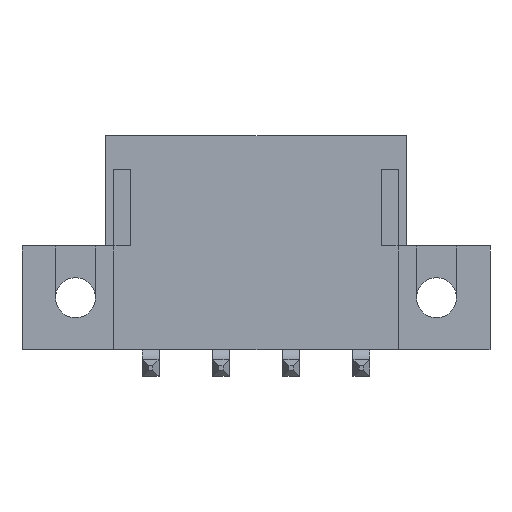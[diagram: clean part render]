
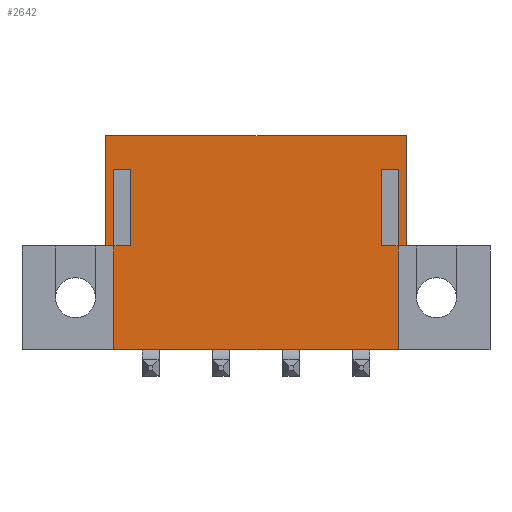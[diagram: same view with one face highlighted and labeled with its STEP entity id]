
A CAD part, front view. The second image highlights one B-rep face of the part: STEP entity #2642.
In plain terms, the highlighted planar face has unit normal (0, -1, 0).
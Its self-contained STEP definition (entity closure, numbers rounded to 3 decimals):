
#651=ORIENTED_EDGE('',*,*,#916,.F.);
#652=ORIENTED_EDGE('',*,*,#1140,.T.);
#653=ORIENTED_EDGE('',*,*,#978,.T.);
#654=ORIENTED_EDGE('',*,*,#1127,.F.);
#655=ORIENTED_EDGE('',*,*,#1138,.F.);
#656=ORIENTED_EDGE('',*,*,#1141,.F.);
#657=ORIENTED_EDGE('',*,*,#1104,.T.);
#658=ORIENTED_EDGE('',*,*,#862,.T.);
#659=ORIENTED_EDGE('',*,*,#1002,.F.);
#660=ORIENTED_EDGE('',*,*,#1132,.F.);
#661=ORIENTED_EDGE('',*,*,#1122,.T.);
#662=ORIENTED_EDGE('',*,*,#807,.T.);
#663=ORIENTED_EDGE('',*,*,#974,.F.);
#664=ORIENTED_EDGE('',*,*,#828,.F.);
#665=ORIENTED_EDGE('',*,*,#1139,.T.);
#666=ORIENTED_EDGE('',*,*,#822,.F.);
#807=EDGE_CURVE('',#1172,#1173,#1402,.T.);
#822=EDGE_CURVE('',#1187,#1188,#1417,.T.);
#828=EDGE_CURVE('',#1193,#1191,#1423,.T.);
#862=EDGE_CURVE('',#1219,#1222,#1451,.T.);
#916=EDGE_CURVE('',#1270,#1187,#1499,.T.);
#974=EDGE_CURVE('',#1191,#1173,#1551,.T.);
#978=EDGE_CURVE('',#1311,#1312,#1554,.T.);
#1002=EDGE_CURVE('',#1326,#1222,#1578,.T.);
#1104=EDGE_CURVE('',#1377,#1219,#1677,.T.);
#1122=EDGE_CURVE('',#1382,#1172,#1693,.T.);
#1127=EDGE_CURVE('',#1383,#1312,#1698,.T.);
#1132=EDGE_CURVE('',#1382,#1326,#1703,.T.);
#1138=EDGE_CURVE('',#1384,#1383,#1709,.T.);
#1139=EDGE_CURVE('',#1193,#1188,#1710,.T.);
#1140=EDGE_CURVE('',#1270,#1311,#1711,.T.);
#1141=EDGE_CURVE('',#1377,#1384,#1712,.T.);
#1172=VERTEX_POINT('',#3566);
#1173=VERTEX_POINT('',#3567);
#1187=VERTEX_POINT('',#3596);
#1188=VERTEX_POINT('',#3598);
#1191=VERTEX_POINT('',#3605);
#1193=VERTEX_POINT('',#3609);
#1219=VERTEX_POINT('',#3674);
#1222=VERTEX_POINT('',#3679);
#1270=VERTEX_POINT('',#3794);
#1311=VERTEX_POINT('',#3918);
#1312=VERTEX_POINT('',#3919);
#1326=VERTEX_POINT('',#3964);
#1377=VERTEX_POINT('',#4159);
#1382=VERTEX_POINT('',#4200);
#1383=VERTEX_POINT('',#4208);
#1384=VERTEX_POINT('',#4226);
#1402=LINE('',#3565,#1741);
#1417=LINE('',#3597,#1756);
#1423=LINE('',#3610,#1762);
#1451=LINE('',#3680,#1790);
#1499=LINE('',#3795,#1838);
#1551=LINE('',#3909,#1890);
#1554=LINE('',#3917,#1893);
#1578=LINE('',#3965,#1917);
#1677=LINE('',#4160,#2016);
#1693=LINE('',#4199,#2032);
#1698=LINE('',#4209,#2037);
#1703=LINE('',#4215,#2042);
#1709=LINE('',#4227,#2048);
#1710=LINE('',#4229,#2049);
#1711=LINE('',#4231,#2050);
#1712=LINE('',#4232,#2051);
#1741=VECTOR('',#2872,1000.);
#1756=VECTOR('',#2889,1000.);
#1762=VECTOR('',#2897,1000.);
#1790=VECTOR('',#2951,1000.);
#1838=VECTOR('',#3037,1000.);
#1890=VECTOR('',#3137,1000.);
#1893=VECTOR('',#3146,1000.);
#1917=VECTOR('',#3186,1000.);
#2016=VECTOR('',#3375,1000.);
#2032=VECTOR('',#3429,1000.);
#2037=VECTOR('',#3440,1000.);
#2042=VECTOR('',#3447,1000.);
#2048=VECTOR('',#3463,1000.);
#2049=VECTOR('',#3466,1000.);
#2050=VECTOR('',#3469,1000.);
#2051=VECTOR('',#3470,1000.);
#2200=EDGE_LOOP('',(#651,#652,#653,#654,#655,#656,#657,#658,#659,#660,#661,
#662,#663,#664,#665,#666));
#2359=FACE_BOUND('',#2200,.T.);
#2498=PLANE('',#2820);
#2642=ADVANCED_FACE('',(#2359),#2498,.T.);
#2820=AXIS2_PLACEMENT_3D('',#4230,#3467,#3468);
#2872=DIRECTION('',(-1.,0.,0.));
#2889=DIRECTION('',(-1.,0.,0.));
#2897=DIRECTION('',(-1.,0.,0.));
#2951=DIRECTION('',(-1.,0.,0.));
#3037=DIRECTION('',(0.,0.,-1.));
#3137=DIRECTION('',(0.,0.,-1.));
#3146=DIRECTION('',(0.,0.,-1.));
#3186=DIRECTION('',(0.,0.,1.));
#3375=DIRECTION('',(0.,0.,-1.));
#3429=DIRECTION('',(0.,0.,1.));
#3440=DIRECTION('',(-1.,0.,0.));
#3447=DIRECTION('',(-1.,0.,0.));
#3463=DIRECTION('',(0.,0.,-1.));
#3466=DIRECTION('',(0.,0.,-1.));
#3467=DIRECTION('',(0.,-1.,0.));
#3468=DIRECTION('',(0.,0.,-1.));
#3469=DIRECTION('',(-1.,0.,0.));
#3470=DIRECTION('',(-1.,0.,0.));
#3565=CARTESIAN_POINT('',(8.5,0.4,-6.6));
#3566=CARTESIAN_POINT('',(8.5,0.4,-6.6));
#3567=CARTESIAN_POINT('',(7.5,0.4,-6.6));
#3596=CARTESIAN_POINT('',(9.,0.4,-6.6));
#3597=CARTESIAN_POINT('',(9.,0.4,-6.6));
#3598=CARTESIAN_POINT('',(8.55,0.4,-6.6));
#3605=CARTESIAN_POINT('',(7.5,0.4,-2.));
#3609=CARTESIAN_POINT('',(8.55,0.4,-2.));
#3610=CARTESIAN_POINT('',(8.55,0.4,-2.));
#3674=CARTESIAN_POINT('',(-7.5,0.4,-6.6));
#3679=CARTESIAN_POINT('',(-8.5,0.4,-6.6));
#3680=CARTESIAN_POINT('',(-7.5,0.4,-6.6));
#3794=CARTESIAN_POINT('',(9.,0.4,0.));
#3795=CARTESIAN_POINT('',(9.,0.4,0.));
#3909=CARTESIAN_POINT('',(7.5,0.4,-2.));
#3917=CARTESIAN_POINT('',(-9.,0.4,0.));
#3918=CARTESIAN_POINT('',(-9.,0.4,0.));
#3919=CARTESIAN_POINT('',(-9.,0.4,-6.6));
#3964=CARTESIAN_POINT('',(-8.5,0.4,-12.8));
#3965=CARTESIAN_POINT('',(-8.5,0.4,-12.8));
#4159=CARTESIAN_POINT('',(-7.5,0.4,-2.));
#4160=CARTESIAN_POINT('',(-7.5,0.4,-2.));
#4199=CARTESIAN_POINT('',(8.5,0.4,-12.8));
#4200=CARTESIAN_POINT('',(8.5,0.4,-12.8));
#4208=CARTESIAN_POINT('',(-8.55,0.4,-6.6));
#4209=CARTESIAN_POINT('',(-8.55,0.4,-6.6));
#4215=CARTESIAN_POINT('',(8.5,0.4,-12.8));
#4226=CARTESIAN_POINT('',(-8.55,0.4,-2.));
#4227=CARTESIAN_POINT('',(-8.55,0.4,-2.));
#4229=CARTESIAN_POINT('',(8.55,0.4,-2.));
#4230=CARTESIAN_POINT('',(9.,0.4,0.));
#4231=CARTESIAN_POINT('',(9.,0.4,0.));
#4232=CARTESIAN_POINT('',(-7.5,0.4,-2.));
